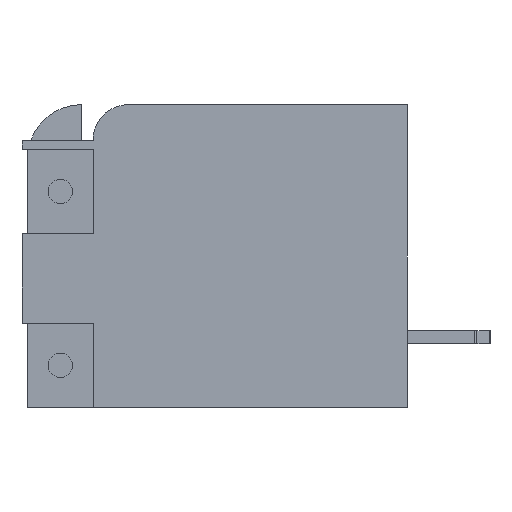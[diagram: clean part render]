
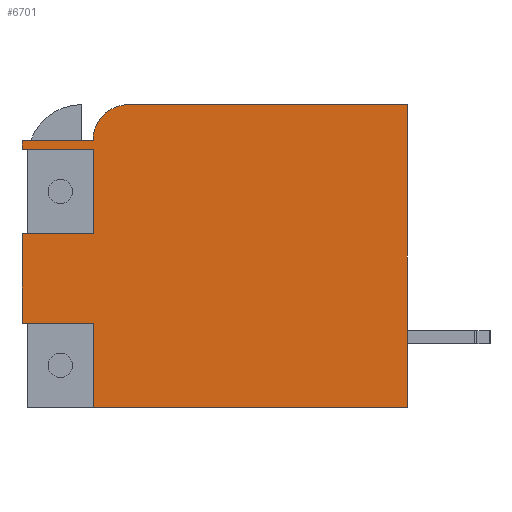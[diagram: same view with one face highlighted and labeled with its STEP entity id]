
A CAD part, left-side view. The second image highlights one B-rep face of the part: STEP entity #6701.
In plain terms, the highlighted planar face has unit normal (-1, 0, 0).
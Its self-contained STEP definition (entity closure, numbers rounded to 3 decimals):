
#3 = CARTESIAN_POINT ( 'NONE',  ( 0., 21.239, -1.93 ) ) ;
#54 = LINE ( 'NONE', #6031, #5919 ) ;
#79 = AXIS2_PLACEMENT_3D ( 'NONE', #2215, #4958, #3285 ) ;
#101 = DIRECTION ( 'NONE',  ( 0., 1., 0. ) ) ;
#112 = ORIENTED_EDGE ( 'NONE', *, *, #2411, .T. ) ;
#310 = CARTESIAN_POINT ( 'NONE',  ( 0., 21.239, -1.915 ) ) ;
#335 = CARTESIAN_POINT ( 'NONE',  ( 0., 4.439, -16.2 ) ) ;
#343 = ORIENTED_EDGE ( 'NONE', *, *, #2727, .T. ) ;
#389 = CARTESIAN_POINT ( 'NONE',  ( 0., 4.439, 0. ) ) ;
#405 = EDGE_CURVE ( 'NONE', #1114, #6288, #1586, .T. ) ;
#424 = DIRECTION ( 'NONE',  ( 0., 0., -1. ) ) ;
#425 = VECTOR ( 'NONE', #6479, 1000. ) ;
#432 = CARTESIAN_POINT ( 'NONE',  ( 0., 21.239, -1.9 ) ) ;
#619 = EDGE_CURVE ( 'NONE', #5905, #4254, #2793, .T. ) ;
#629 = EDGE_CURVE ( 'NONE', #3135, #4749, #2645, .T. ) ;
#653 = VERTEX_POINT ( 'NONE', #6568 ) ;
#837 = CARTESIAN_POINT ( 'NONE',  ( 0., 19.339, 0. ) ) ;
#854 = EDGE_CURVE ( 'NONE', #4693, #3616, #4822, .T. ) ;
#935 = VERTEX_POINT ( 'NONE', #2065 ) ;
#948 = DIRECTION ( 'NONE',  ( 0., 0., -1. ) ) ;
#1027 = ORIENTED_EDGE ( 'NONE', *, *, #4076, .T. ) ;
#1114 = VERTEX_POINT ( 'NONE', #335 ) ;
#1163 = VECTOR ( 'NONE', #948, 1000. ) ;
#1457 = LINE ( 'NONE', #6969, #425 ) ;
#1586 = LINE ( 'NONE', #4224, #4324 ) ;
#1667 = CARTESIAN_POINT ( 'NONE',  ( 0., 21.239, -6.9 ) ) ;
#1739 = ORIENTED_EDGE ( 'NONE', *, *, #6725, .T. ) ;
#1764 = ORIENTED_EDGE ( 'NONE', *, *, #3684, .T. ) ;
#1867 = ORIENTED_EDGE ( 'NONE', *, *, #619, .T. ) ;
#1934 = ORIENTED_EDGE ( 'NONE', *, *, #629, .T. ) ;
#1963 = DIRECTION ( 'NONE',  ( 0., 0., -1. ) ) ;
#1967 = VECTOR ( 'NONE', #424, 1000. ) ;
#2065 = CARTESIAN_POINT ( 'NONE',  ( 0., 21.239, -11.7 ) ) ;
#2068 = PLANE ( 'NONE',  #5709 ) ;
#2095 = CARTESIAN_POINT ( 'NONE',  ( 0., 21.239, -8.1 ) ) ;
#2150 = LINE ( 'NONE', #3716, #1967 ) ;
#2203 = CARTESIAN_POINT ( 'NONE',  ( 0., 21.239, -8.1 ) ) ;
#2215 = CARTESIAN_POINT ( 'NONE',  ( 0., 19.339, -1.9 ) ) ;
#2218 = EDGE_CURVE ( 'NONE', #3879, #4693, #2319, .T. ) ;
#2319 = CIRCLE ( 'NONE', #79, 1.9 ) ;
#2347 = CARTESIAN_POINT ( 'NONE',  ( 0., 25.039, -2.4 ) ) ;
#2392 = CARTESIAN_POINT ( 'NONE',  ( 0., 21.239, -16.2 ) ) ;
#2411 = EDGE_CURVE ( 'NONE', #4254, #653, #6125, .T. ) ;
#2440 = EDGE_CURVE ( 'NONE', #653, #935, #1457, .T. ) ;
#2645 = LINE ( 'NONE', #5910, #6539 ) ;
#2727 = EDGE_CURVE ( 'NONE', #6288, #3879, #5043, .T. ) ;
#2732 = CARTESIAN_POINT ( 'NONE',  ( 0., 25.039, -1.93 ) ) ;
#2793 = LINE ( 'NONE', #7065, #5029 ) ;
#2822 = CARTESIAN_POINT ( 'NONE',  ( 0., 14.739, -1.93 ) ) ;
#2827 = VERTEX_POINT ( 'NONE', #2392 ) ;
#2942 = ORIENTED_EDGE ( 'NONE', *, *, #4000, .T. ) ;
#2964 = LINE ( 'NONE', #2822, #4613 ) ;
#3135 = VERTEX_POINT ( 'NONE', #2347 ) ;
#3285 = DIRECTION ( 'NONE',  ( 0., 0., 1. ) ) ;
#3491 = LINE ( 'NONE', #2095, #1163 ) ;
#3562 = VECTOR ( 'NONE', #6158, 1000. ) ;
#3616 = VERTEX_POINT ( 'NONE', #3 ) ;
#3684 = EDGE_CURVE ( 'NONE', #4749, #5905, #5798, .T. ) ;
#3716 = CARTESIAN_POINT ( 'NONE',  ( 0., 25.039, -8.1 ) ) ;
#3799 = DIRECTION ( 'NONE',  ( 0., -1., 0. ) ) ;
#3850 = DIRECTION ( 'NONE',  ( 0., 0., -1. ) ) ;
#3879 = VERTEX_POINT ( 'NONE', #837 ) ;
#3980 = CARTESIAN_POINT ( 'NONE',  ( 0., 25.039, -6.9 ) ) ;
#4000 = EDGE_CURVE ( 'NONE', #2827, #1114, #54, .T. ) ;
#4076 = EDGE_CURVE ( 'NONE', #3616, #5169, #2964, .T. ) ;
#4224 = CARTESIAN_POINT ( 'NONE',  ( 0., 4.439, -8.1 ) ) ;
#4254 = VERTEX_POINT ( 'NONE', #3980 ) ;
#4290 = DIRECTION ( 'NONE',  ( 0., -1., 0. ) ) ;
#4324 = VECTOR ( 'NONE', #6896, 1000. ) ;
#4457 = CARTESIAN_POINT ( 'NONE',  ( 0., 14.739, 0. ) ) ;
#4613 = VECTOR ( 'NONE', #101, 1000. ) ;
#4693 = VERTEX_POINT ( 'NONE', #432 ) ;
#4749 = VERTEX_POINT ( 'NONE', #7062 ) ;
#4809 = CARTESIAN_POINT ( 'NONE',  ( 0., 25.451, -16.524 ) ) ;
#4822 = LINE ( 'NONE', #310, #6790 ) ;
#4958 = DIRECTION ( 'NONE',  ( -1., 0., 0. ) ) ;
#4960 = EDGE_LOOP ( 'NONE', ( #5984, #343, #5409, #6748, #1027, #7016, #1934, #1764, #1867, #112, #5364, #1739, #2942 ) ) ;
#5029 = VECTOR ( 'NONE', #5399, 1000. ) ;
#5043 = LINE ( 'NONE', #4457, #3562 ) ;
#5134 = FACE_OUTER_BOUND ( 'NONE', #4960, .T. ) ;
#5165 = EDGE_CURVE ( 'NONE', #5169, #3135, #2150, .T. ) ;
#5169 = VERTEX_POINT ( 'NONE', #2732 ) ;
#5364 = ORIENTED_EDGE ( 'NONE', *, *, #2440, .T. ) ;
#5378 = DIRECTION ( 'NONE',  ( -1., 0., 0. ) ) ;
#5399 = DIRECTION ( 'NONE',  ( 0., 1., 0. ) ) ;
#5409 = ORIENTED_EDGE ( 'NONE', *, *, #2218, .T. ) ;
#5594 = VECTOR ( 'NONE', #6993, 1000. ) ;
#5709 = AXIS2_PLACEMENT_3D ( 'NONE', #4809, #5378, #7037 ) ;
#5798 = LINE ( 'NONE', #2203, #6672 ) ;
#5905 = VERTEX_POINT ( 'NONE', #1667 ) ;
#5910 = CARTESIAN_POINT ( 'NONE',  ( 0., 14.739, -2.4 ) ) ;
#5915 = CARTESIAN_POINT ( 'NONE',  ( 0., 25.039, -8.1 ) ) ;
#5919 = VECTOR ( 'NONE', #4290, 1000. ) ;
#5984 = ORIENTED_EDGE ( 'NONE', *, *, #405, .T. ) ;
#6031 = CARTESIAN_POINT ( 'NONE',  ( 0., 14.589, -16.2 ) ) ;
#6125 = LINE ( 'NONE', #5915, #5594 ) ;
#6158 = DIRECTION ( 'NONE',  ( 0., 1., 0. ) ) ;
#6288 = VERTEX_POINT ( 'NONE', #389 ) ;
#6479 = DIRECTION ( 'NONE',  ( 0., -1., 0. ) ) ;
#6539 = VECTOR ( 'NONE', #3799, 1000. ) ;
#6568 = CARTESIAN_POINT ( 'NONE',  ( 0., 25.039, -11.7 ) ) ;
#6672 = VECTOR ( 'NONE', #3850, 1000. ) ;
#6701 = ADVANCED_FACE ( 'NONE', ( #5134 ), #2068, .T. ) ;
#6725 = EDGE_CURVE ( 'NONE', #935, #2827, #3491, .T. ) ;
#6748 = ORIENTED_EDGE ( 'NONE', *, *, #854, .T. ) ;
#6790 = VECTOR ( 'NONE', #1963, 1000. ) ;
#6896 = DIRECTION ( 'NONE',  ( 0., 0., 1. ) ) ;
#6969 = CARTESIAN_POINT ( 'NONE',  ( 0., 14.739, -11.7 ) ) ;
#6993 = DIRECTION ( 'NONE',  ( 0., 0., -1. ) ) ;
#7016 = ORIENTED_EDGE ( 'NONE', *, *, #5165, .T. ) ;
#7037 = DIRECTION ( 'NONE',  ( 0., -1., 0. ) ) ;
#7062 = CARTESIAN_POINT ( 'NONE',  ( 0., 21.239, -2.4 ) ) ;
#7065 = CARTESIAN_POINT ( 'NONE',  ( 0., 14.739, -6.9 ) ) ;
